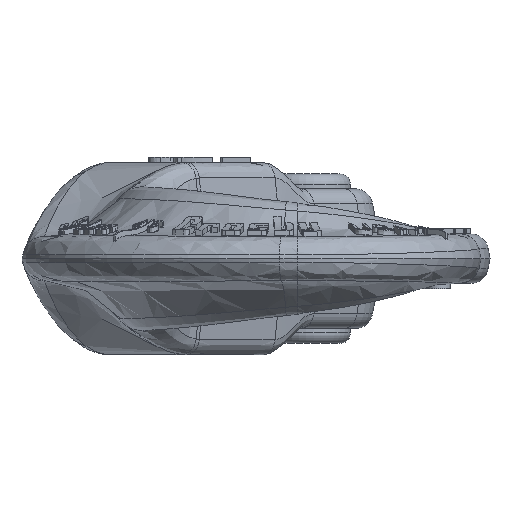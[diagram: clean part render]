
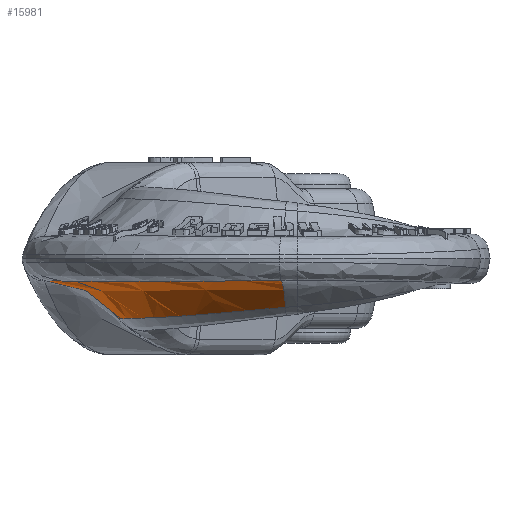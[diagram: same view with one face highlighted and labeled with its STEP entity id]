
A CAD part, front view. The second image highlights one B-rep face of the part: STEP entity #15981.
In plain terms, the highlighted free-form (B-spline) face has degree [3, 3] with [7, 7] control points.
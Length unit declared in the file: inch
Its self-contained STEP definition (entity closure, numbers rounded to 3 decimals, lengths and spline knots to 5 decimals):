
#5055=CARTESIAN_POINT('',(-1.01268,0.,-0.3391));
#5056=CARTESIAN_POINT('',(-1.0402,0.,
-0.30125));
#5057=CARTESIAN_POINT('',(-1.10083,0.,
-0.23886));
#5058=CARTESIAN_POINT('',(-1.20026,0.,
-0.17535));
#5059=CARTESIAN_POINT('',(-1.30859,0.,
-0.13562));
#5060=CARTESIAN_POINT('',(-1.38967,0.,-0.125));
#5061=CARTESIAN_POINT('',(-1.43307,0.,-0.125));
#5069=CARTESIAN_POINT('',(-1.43307,0.,-0.125));
#5070=CARTESIAN_POINT('',(-1.43307,-0.17386,-0.125));
#5071=CARTESIAN_POINT('',(-1.3606,-0.51403,
-0.12656));
#5072=CARTESIAN_POINT('',(-1.06791,-0.93788,
-0.12946));
#5073=CARTESIAN_POINT('',(-0.63295,-1.23138,
-0.12814));
#5074=CARTESIAN_POINT('',(-0.27834,-1.31668,
-0.12555));
#5075=CARTESIAN_POINT('',(-0.0946,-1.32694,
-0.12512));
#5077=CARTESIAN_POINT('',(-0.06815,-0.96789,
-0.27554));
#5078=CARTESIAN_POINT('',(-0.06933,-0.99233,
-0.25148));
#5079=CARTESIAN_POINT('',(-0.0725,-1.04448,
-0.20883));
#5080=CARTESIAN_POINT('',(-0.07965,-1.13068,
-0.16159));
#5081=CARTESIAN_POINT('',(-0.08793,-1.22439,
-0.13208));
#5082=CARTESIAN_POINT('',(-0.09276,-1.29195,
-0.12514));
#5083=CARTESIAN_POINT('',(-0.0946,-1.32694,
-0.12512));
#5198=CARTESIAN_POINT('',(-1.01268,0.,-0.3391));
#5199=CARTESIAN_POINT('',(-1.01268,-0.12988,
-0.3391));
#5200=CARTESIAN_POINT('',(-0.95738,-0.37563,
-0.33933));
#5201=CARTESIAN_POINT('',(-0.75329,-0.66959,
-0.33273));
#5202=CARTESIAN_POINT('',(-0.45654,-0.88022,
-0.31036));
#5203=CARTESIAN_POINT('',(-0.2042,-0.95387,
-0.28696));
#5204=CARTESIAN_POINT('',(-0.06815,-0.96789,
-0.27554));
#5213=CARTESIAN_POINT('',(-0.06815,-0.96789,
-0.27554));
#5223=CARTESIAN_POINT('',(-1.01268,0.,-0.3391));
#10022=VERTEX_POINT('',#5213);
#10023=VERTEX_POINT('',#5083);
#10069=VERTEX_POINT('',#5223);
#10070=VERTEX_POINT('',#5061);
#15922=CARTESIAN_POINT('',(-1.00993,0.01513,
-0.34273));
#15923=CARTESIAN_POINT('',(-1.03359,0.01553,
-0.30959));
#15924=CARTESIAN_POINT('',(-1.08952,0.01632,
-0.24773));
#15925=CARTESIAN_POINT('',(-1.1959,0.01758,
-0.17646));
#15926=CARTESIAN_POINT('',(-1.31564,0.01891,
-0.13321));
#15927=CARTESIAN_POINT('',(-1.39725,0.01985,
-0.1247));
#15928=CARTESIAN_POINT('',(-1.43708,0.02034,
-0.12502));
#15929=CARTESIAN_POINT('',(-1.01223,-0.11996,
-0.34265));
#15930=CARTESIAN_POINT('',(-1.03542,-0.12307,
-0.31022));
#15931=CARTESIAN_POINT('',(-1.09083,-0.12936,
-0.24858));
#15932=CARTESIAN_POINT('',(-1.19824,-0.13928,
-0.17635));
#15933=CARTESIAN_POINT('',(-1.31969,-0.14973,
-0.13275));
#15934=CARTESIAN_POINT('',(-1.4011,-0.15715,
-0.12464));
#15935=CARTESIAN_POINT('',(-1.43991,-0.16101,
-0.12496));
#15936=CARTESIAN_POINT('',(-0.95767,-0.37073,
-0.34283));
#15937=CARTESIAN_POINT('',(-0.97889,-0.38064,
-0.31179));
#15938=CARTESIAN_POINT('',(-1.03074,-0.40109,
-0.25122));
#15939=CARTESIAN_POINT('',(-1.135,-0.43435,
-0.17835));
#15940=CARTESIAN_POINT('',(-1.25415,-0.47026,
-0.13437));
#15941=CARTESIAN_POINT('',(-1.33225,-0.49628,
-0.12647));
#15942=CARTESIAN_POINT('',(-1.36816,-0.50997,
-0.12652));
#15943=CARTESIAN_POINT('',(-0.75155,-0.66757,
-0.33592));
#15944=CARTESIAN_POINT('',(-0.76722,-0.68591,
-0.30693));
#15945=CARTESIAN_POINT('',(-0.8066,-0.72452,
-0.24992));
#15946=CARTESIAN_POINT('',(-0.8891,-0.78907,
-0.1804));
#15947=CARTESIAN_POINT('',(-0.98412,-0.86034,
-0.13793));
#15948=CARTESIAN_POINT('',(-1.04437,-0.91289,
-0.12983));
#15949=CARTESIAN_POINT('',(-1.07068,-0.9408,
-0.1294));
#15950=CARTESIAN_POINT('',(-0.45182,-0.88025,
-0.31304));
#15951=CARTESIAN_POINT('',(-0.4603,-0.90422,
-0.28601));
#15952=CARTESIAN_POINT('',(-0.48213,-0.95486,
-0.2346));
#15953=CARTESIAN_POINT('',(-0.52936,-1.03967,
-0.1734));
#15954=CARTESIAN_POINT('',(-0.5835,-1.1333,
-0.1358));
#15955=CARTESIAN_POINT('',(-0.61586,-1.2023,
-0.12832));
#15956=CARTESIAN_POINT('',(-0.62878,-1.23894,
-0.12808));
#15957=CARTESIAN_POINT('',(-0.19419,-0.95387,
-0.28889));
#15958=CARTESIAN_POINT('',(-0.19754,-0.97914,
-0.26312));
#15959=CARTESIAN_POINT('',(-0.20633,-1.03234,
-0.21684));
#15960=CARTESIAN_POINT('',(-0.22579,-1.12037,
-0.16446));
#15961=CARTESIAN_POINT('',(-0.24799,-1.21651,
-0.1321));
#15962=CARTESIAN_POINT('',(-0.26063,-1.28667,
-0.12527));
#15963=CARTESIAN_POINT('',(-0.26528,-1.32377,
-0.12545));
#15964=CARTESIAN_POINT('',(-0.05243,-0.96662,
-0.27698));
#15965=CARTESIAN_POINT('',(-0.05335,-0.99185,
-0.25186));
#15966=CARTESIAN_POINT('',(-0.05586,-1.04488,
-0.20851));
#15967=CARTESIAN_POINT('',(-0.06158,-1.13209,
-0.16123));
#15968=CARTESIAN_POINT('',(-0.06826,-1.22678,
-0.13167));
#15969=CARTESIAN_POINT('',(-0.07219,-1.29551,
-0.12484));
#15970=CARTESIAN_POINT('',(-0.0737,-1.33177,
-0.12509));
#15971=B_SPLINE_SURFACE_WITH_KNOTS('',3,3,((#15922,#15923,#15924,#15925,#15926,
#15927,#15928),(#15929,#15930,#15931,#15932,#15933,#15934,#15935),(#15936,
#15937,#15938,#15939,#15940,#15941,#15942),(#15943,#15944,#15945,#15946,#15947,
#15948,#15949),(#15950,#15951,#15952,#15953,#15954,#15955,#15956),(#15957,
#15958,#15959,#15960,#15961,#15962,#15963),(#15964,#15965,#15966,#15967,#15968,
#15969,#15970)),.UNSPECIFIED.,.F.,.F.,.F.,(4,1,1,1,4),(4,1,1,1,4),(
-0.00931,0.23954,0.47908,0.71862,
0.9673),(0.4782,0.57102,0.66045,
0.74987,0.84252),.UNSPECIFIED.);
#15972=ORIENTED_EDGE('',*,*,#15913,.T.);
#15974=ORIENTED_EDGE('',*,*,#15973,.T.);
#15976=ORIENTED_EDGE('',*,*,#15975,.F.);
#15978=ORIENTED_EDGE('',*,*,#15977,.F.);
#15979=EDGE_LOOP('',(#15972,#15974,#15976,#15978));
#15980=FACE_OUTER_BOUND('',#15979,.F.);
#15981=ADVANCED_FACE('',(#15980),#15971,.T.);
#5062=B_SPLINE_CURVE_WITH_KNOTS('',3,(#5055,#5056,#5057,#5058,#5059,#5060,
#5061),.UNSPECIFIED.,.F.,.F.,(4,1,1,1,4),(0.,0.25,0.5,0.75,1.),
.UNSPECIFIED.);
#5076=B_SPLINE_CURVE_WITH_KNOTS('',3,(#5069,#5070,#5071,#5072,#5073,#5074,
#5075),.UNSPECIFIED.,.F.,.F.,(4,1,1,1,4),(0.,0.25,0.5,0.75,1.),
.UNSPECIFIED.);
#5084=B_SPLINE_CURVE_WITH_KNOTS('',3,(#5077,#5078,#5079,#5080,#5081,#5082,
#5083),.UNSPECIFIED.,.F.,.F.,(4,1,1,1,4),(0.,0.25,0.5,0.75,1.),
.UNSPECIFIED.);
#5205=B_SPLINE_CURVE_WITH_KNOTS('',3,(#5198,#5199,#5200,#5201,#5202,#5203,
#5204),.UNSPECIFIED.,.F.,.F.,(4,1,1,1,4),(0.,0.25,0.5,0.75,1.),
.UNSPECIFIED.);
#15913=EDGE_CURVE('',#10069,#10070,#5062,.T.);
#15973=EDGE_CURVE('',#10070,#10023,#5076,.T.);
#15975=EDGE_CURVE('',#10022,#10023,#5084,.T.);
#15977=EDGE_CURVE('',#10069,#10022,#5205,.T.);
